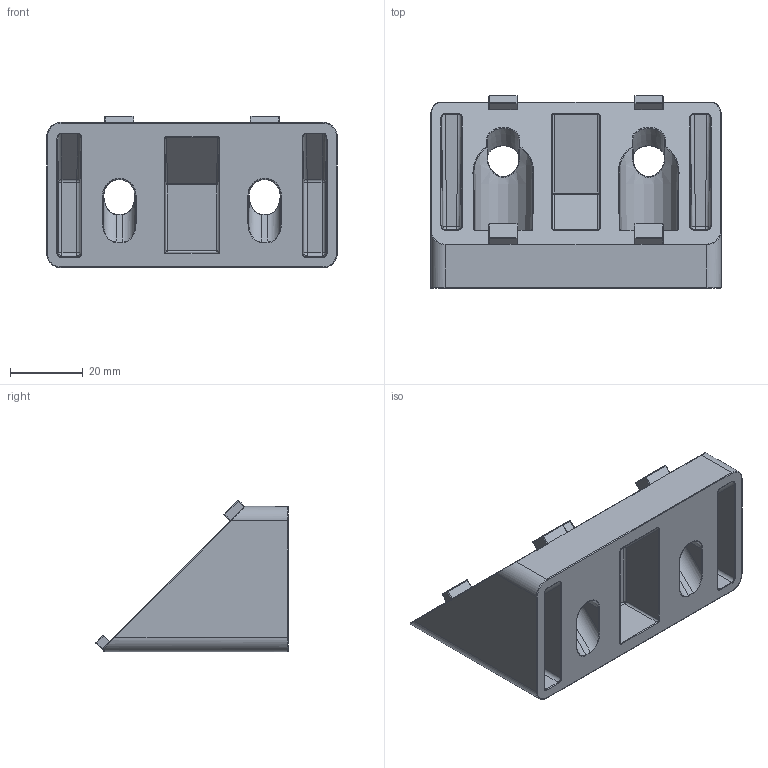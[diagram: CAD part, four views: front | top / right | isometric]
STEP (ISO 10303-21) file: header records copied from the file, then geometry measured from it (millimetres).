
FILE_DESCRIPTION (( 'STEP AP214' ), '1' );
FILE_NAME ('7128223', '2019-01-30T08:48:29', ( '' ), ('JUGARD+KÜNSTNER GmbH'), 'SwSTEP 2.0', 'SolidWorks 2017', '' );
FILE_SCHEMA (( 'AUTOMOTIVE_DESIGN' ));
Length unit declared in the file: millimetre
Products named in the file (1): 7128223
Bounding box: 80 x 52.98 x 41.68 mm (x, y, z)
Volume: 62984.7 mm3; surface area: 23654.9 mm2
Topology: 1 solids, 1 shells, 416 faces, 956 edges, 536 vertices
Faces by surface type: cylinder 171, bspline 162, plane 75, cone 8
Entity records: 14921 total; most frequent: CARTESIAN_POINT 6584, ORIENTED_EDGE 1892, DIRECTION 1538, EDGE_CURVE 946, AXIS2_PLACEMENT_3D 575, VERTEX_POINT 536, EDGE_LOOP 428, FACE_OUTER_BOUND 416
